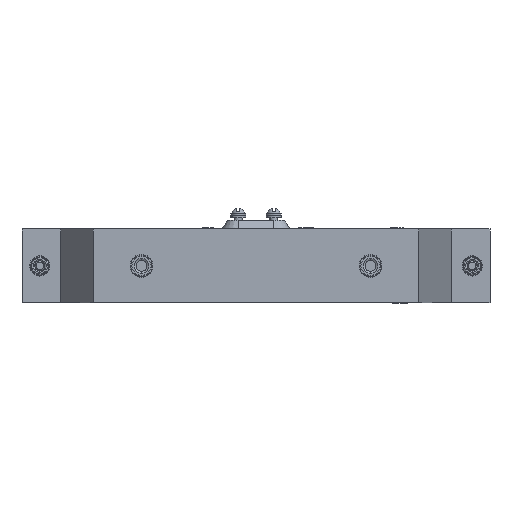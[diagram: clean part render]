
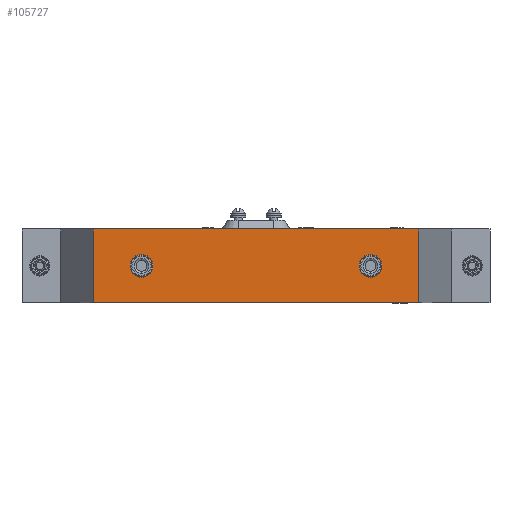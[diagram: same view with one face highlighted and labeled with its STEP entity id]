
A CAD part, front view. The second image highlights one B-rep face of the part: STEP entity #105727.
In plain terms, the highlighted planar face has unit normal (0, -1, 0).
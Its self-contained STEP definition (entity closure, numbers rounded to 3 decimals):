
#383 = DIRECTION ( 'NONE',  ( 0., 0., -1. ) ) ;
#1939 = DIRECTION ( 'NONE',  ( 0., -1., 0. ) ) ;
#2917 = LINE ( 'NONE', #90278, #71022 ) ;
#4490 = CARTESIAN_POINT ( 'NONE',  ( -128., -158., 29. ) ) ;
#5808 = CIRCLE ( 'NONE', #70736, 9. ) ;
#6538 = VERTEX_POINT ( 'NONE', #42580 ) ;
#9659 = EDGE_CURVE ( 'NONE', #28372, #89637, #20675, .T. ) ;
#10429 = PLANE ( 'NONE',  #82502 ) ;
#10574 = ORIENTED_EDGE ( 'NONE', *, *, #84182, .T. ) ;
#10888 = DIRECTION ( 'NONE',  ( 0., 0., -1. ) ) ;
#16382 = VERTEX_POINT ( 'NONE', #85492 ) ;
#16770 = DIRECTION ( 'NONE',  ( 0., -1., 0. ) ) ;
#19341 = DIRECTION ( 'NONE',  ( 0., -1., 0. ) ) ;
#20675 = CIRCLE ( 'NONE', #85631, 9. ) ;
#21054 = LINE ( 'NONE', #45760, #41858 ) ;
#22383 = VECTOR ( 'NONE', #29113, 1000. ) ;
#23207 = CARTESIAN_POINT ( 'NONE',  ( 90., -158., -9. ) ) ;
#28372 = VERTEX_POINT ( 'NONE', #75808 ) ;
#29113 = DIRECTION ( 'NONE',  ( 0., 0., 1. ) ) ;
#31098 = VERTEX_POINT ( 'NONE', #111907 ) ;
#34738 = CARTESIAN_POINT ( 'NONE',  ( 90., -158., 0. ) ) ;
#36276 = EDGE_CURVE ( 'NONE', #6538, #48479, #2917, .T. ) ;
#37456 = EDGE_CURVE ( 'NONE', #96513, #31098, #95624, .T. ) ;
#37765 = EDGE_LOOP ( 'NONE', ( #75375, #109784, #90944, #10574 ) ) ;
#41858 = VECTOR ( 'NONE', #63596, 1000. ) ;
#42580 = CARTESIAN_POINT ( 'NONE',  ( -128., -158., -29. ) ) ;
#43689 = DIRECTION ( 'NONE',  ( 0., 0., -1. ) ) ;
#44270 = FACE_OUTER_BOUND ( 'NONE', #37765, .T. ) ;
#45760 = CARTESIAN_POINT ( 'NONE',  ( -128., -158., -29. ) ) ;
#46079 = LINE ( 'NONE', #64092, #22383 ) ;
#47079 = FACE_BOUND ( 'NONE', #60080, .T. ) ;
#48479 = VERTEX_POINT ( 'NONE', #79807 ) ;
#53626 = DIRECTION ( 'NONE',  ( 0., -1., 0. ) ) ;
#55385 = EDGE_CURVE ( 'NONE', #89637, #28372, #65440, .T. ) ;
#57516 = VECTOR ( 'NONE', #57680, 1000. ) ;
#57680 = DIRECTION ( 'NONE',  ( 1., 0., 0. ) ) ;
#60080 = EDGE_LOOP ( 'NONE', ( #71086, #106973 ) ) ;
#63596 = DIRECTION ( 'NONE',  ( 1., 0., 0. ) ) ;
#63812 = EDGE_LOOP ( 'NONE', ( #87061, #93546 ) ) ;
#64092 = CARTESIAN_POINT ( 'NONE',  ( 128., -158., -29. ) ) ;
#65440 = CIRCLE ( 'NONE', #105819, 9. ) ;
#70001 = CARTESIAN_POINT ( 'NONE',  ( 90., -158., 0. ) ) ;
#70108 = EDGE_CURVE ( 'NONE', #31098, #96513, #5808, .T. ) ;
#70736 = AXIS2_PLACEMENT_3D ( 'NONE', #70001, #16770, #78969 ) ;
#71002 = CARTESIAN_POINT ( 'NONE',  ( -128., -158., -29. ) ) ;
#71022 = VECTOR ( 'NONE', #81744, 1000. ) ;
#71086 = ORIENTED_EDGE ( 'NONE', *, *, #37456, .F. ) ;
#75375 = ORIENTED_EDGE ( 'NONE', *, *, #98364, .T. ) ;
#75808 = CARTESIAN_POINT ( 'NONE',  ( -90., -158., -9. ) ) ;
#77261 = CARTESIAN_POINT ( 'NONE',  ( 128., -158., -29. ) ) ;
#78969 = DIRECTION ( 'NONE',  ( 0., 0., -1. ) ) ;
#79807 = CARTESIAN_POINT ( 'NONE',  ( -128., -158., 29. ) ) ;
#81492 = DIRECTION ( 'NONE',  ( 0., 0., -1. ) ) ;
#81744 = DIRECTION ( 'NONE',  ( 0., 0., 1. ) ) ;
#82502 = AXIS2_PLACEMENT_3D ( 'NONE', #71002, #19341, #81492 ) ;
#84182 = EDGE_CURVE ( 'NONE', #6538, #110538, #21054, .T. ) ;
#84479 = CARTESIAN_POINT ( 'NONE',  ( -90., -158., 9. ) ) ;
#85492 = CARTESIAN_POINT ( 'NONE',  ( 128., -158., 29. ) ) ;
#85631 = AXIS2_PLACEMENT_3D ( 'NONE', #108350, #1939, #10888 ) ;
#87061 = ORIENTED_EDGE ( 'NONE', *, *, #9659, .F. ) ;
#89595 = EDGE_CURVE ( 'NONE', #48479, #16382, #107540, .T. ) ;
#89637 = VERTEX_POINT ( 'NONE', #84479 ) ;
#90278 = CARTESIAN_POINT ( 'NONE',  ( -128., -158., -29. ) ) ;
#90944 = ORIENTED_EDGE ( 'NONE', *, *, #36276, .F. ) ;
#91524 = FACE_BOUND ( 'NONE', #63812, .T. ) ;
#93546 = ORIENTED_EDGE ( 'NONE', *, *, #55385, .F. ) ;
#95624 = CIRCLE ( 'NONE', #100195, 9. ) ;
#96513 = VERTEX_POINT ( 'NONE', #23207 ) ;
#96890 = DIRECTION ( 'NONE',  ( 0., -1., 0. ) ) ;
#98364 = EDGE_CURVE ( 'NONE', #110538, #16382, #46079, .T. ) ;
#100195 = AXIS2_PLACEMENT_3D ( 'NONE', #34738, #96890, #43689 ) ;
#105727 = ADVANCED_FACE ( 'NONE', ( #47079, #91524, #44270 ), #10429, .T. ) ;
#105819 = AXIS2_PLACEMENT_3D ( 'NONE', #106795, #53626, #383 ) ;
#106795 = CARTESIAN_POINT ( 'NONE',  ( -90., -158., 0. ) ) ;
#106973 = ORIENTED_EDGE ( 'NONE', *, *, #70108, .F. ) ;
#107540 = LINE ( 'NONE', #4490, #57516 ) ;
#108350 = CARTESIAN_POINT ( 'NONE',  ( -90., -158., 0. ) ) ;
#109784 = ORIENTED_EDGE ( 'NONE', *, *, #89595, .F. ) ;
#110538 = VERTEX_POINT ( 'NONE', #77261 ) ;
#111907 = CARTESIAN_POINT ( 'NONE',  ( 90., -158., 9. ) ) ;
